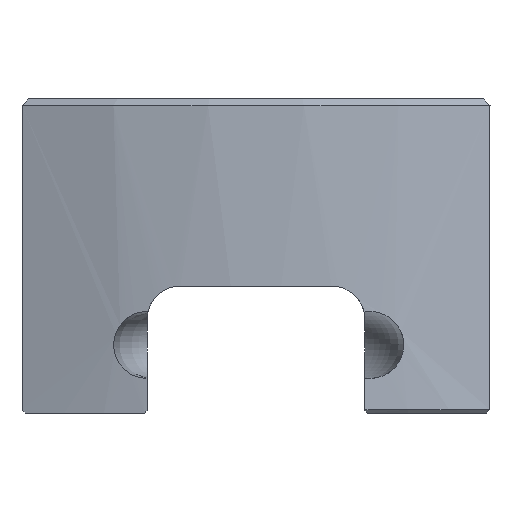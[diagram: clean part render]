
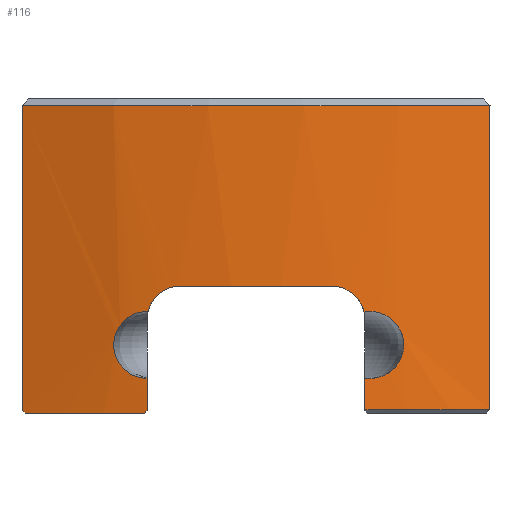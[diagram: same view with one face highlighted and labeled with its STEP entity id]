
A CAD part, left-side view. The second image highlights one B-rep face of the part: STEP entity #116.
In plain terms, the highlighted cylindrical face has radius 95 mm (diameter 190 mm), a partial arc.
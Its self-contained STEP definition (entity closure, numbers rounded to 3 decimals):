
#60=ELLIPSE('',#707,134.35,95.);
#61=ELLIPSE('',#719,134.35,95.);
#66=CYLINDRICAL_SURFACE('',#720,95.);
#80=B_SPLINE_CURVE_WITH_KNOTS('',3,(#1033,#1034,#1035,#1036,#1037,#1038),
 .UNSPECIFIED.,.F.,.F.,(4,2,4),(0.,0.5,1.),.UNSPECIFIED.);
#84=B_SPLINE_CURVE_WITH_KNOTS('',3,(#1079,#1080,#1081,#1082,#1083,#1084,
#1085,#1086,#1087,#1088),.UNSPECIFIED.,.F.,.F.,(4,2,2,2,4),(0.,0.25,0.5,
0.75,1.),.UNSPECIFIED.);
#87=B_SPLINE_CURVE_WITH_KNOTS('',3,(#1118,#1119,#1120,#1121,#1122,#1123,
#1124,#1125,#1126,#1127),.UNSPECIFIED.,.F.,.F.,(4,2,2,2,4),(0.,0.25,0.5,
0.75,1.),.UNSPECIFIED.);
#89=B_SPLINE_CURVE_WITH_KNOTS('',3,(#1160,#1161,#1162,#1163,#1164,#1165),
 .UNSPECIFIED.,.F.,.F.,(4,2,4),(0.,0.5,1.),.UNSPECIFIED.);
#116=ADVANCED_FACE('',(#172),#66,.T.);
#172=FACE_OUTER_BOUND('',#205,.T.);
#205=EDGE_LOOP('',(#325,#326,#327,#328,#329,#330,#331,#332,#333,#334,#335,
#336,#337,#338));
#238=CIRCLE('',#699,95.);
#240=CIRCLE('',#705,95.);
#241=CIRCLE('',#709,95.);
#244=CIRCLE('',#718,95.);
#325=ORIENTED_EDGE('',*,*,#526,.F.);
#326=ORIENTED_EDGE('',*,*,#540,.T.);
#327=ORIENTED_EDGE('',*,*,#520,.T.);
#328=ORIENTED_EDGE('',*,*,#538,.F.);
#329=ORIENTED_EDGE('',*,*,#552,.T.);
#330=ORIENTED_EDGE('',*,*,#553,.F.);
#331=ORIENTED_EDGE('',*,*,#554,.F.);
#332=ORIENTED_EDGE('',*,*,#555,.T.);
#333=ORIENTED_EDGE('',*,*,#509,.T.);
#334=ORIENTED_EDGE('',*,*,#533,.T.);
#335=ORIENTED_EDGE('',*,*,#548,.T.);
#336=ORIENTED_EDGE('',*,*,#545,.T.);
#337=ORIENTED_EDGE('',*,*,#556,.T.);
#338=ORIENTED_EDGE('',*,*,#532,.T.);
#445=VERTEX_POINT('',#946);
#448=VERTEX_POINT('',#951);
#457=VERTEX_POINT('',#997);
#458=VERTEX_POINT('',#999);
#462=VERTEX_POINT('',#1032);
#463=VERTEX_POINT('',#1039);
#466=VERTEX_POINT('',#1052);
#468=VERTEX_POINT('',#1058);
#471=VERTEX_POINT('',#1075);
#475=VERTEX_POINT('',#1117);
#476=VERTEX_POINT('',#1128);
#480=VERTEX_POINT('',#1154);
#481=VERTEX_POINT('',#1156);
#482=VERTEX_POINT('',#1158);
#509=EDGE_CURVE('',#445,#448,#238,.T.);
#520=EDGE_CURVE('',#458,#457,#604,.T.);
#526=EDGE_CURVE('',#462,#463,#80,.T.);
#532=EDGE_CURVE('',#466,#463,#240,.T.);
#533=EDGE_CURVE('',#448,#468,#60,.T.);
#538=EDGE_CURVE('',#471,#457,#241,.T.);
#540=EDGE_CURVE('',#462,#458,#84,.T.);
#545=EDGE_CURVE('',#476,#475,#87,.T.);
#548=EDGE_CURVE('',#468,#476,#615,.T.);
#552=EDGE_CURVE('',#471,#480,#618,.T.);
#553=EDGE_CURVE('',#481,#480,#244,.T.);
#554=EDGE_CURVE('',#482,#481,#619,.T.);
#555=EDGE_CURVE('',#482,#445,#61,.T.);
#556=EDGE_CURVE('',#475,#466,#89,.T.);
#604=LINE('',#998,#641);
#615=LINE('',#1133,#652);
#618=LINE('',#1153,#655);
#619=LINE('',#1157,#656);
#641=VECTOR('',#792,1.);
#652=VECTOR('',#833,1.);
#655=VECTOR('',#838,1.);
#656=VECTOR('',#841,1.);
#699=AXIS2_PLACEMENT_3D('',#952,#780,#781);
#705=AXIS2_PLACEMENT_3D('',#1055,#804,#805);
#707=AXIS2_PLACEMENT_3D('',#1057,#808,#809);
#709=AXIS2_PLACEMENT_3D('',#1076,#814,#815);
#718=AXIS2_PLACEMENT_3D('',#1155,#839,#840);
#719=AXIS2_PLACEMENT_3D('',#1159,#842,#843);
#720=AXIS2_PLACEMENT_3D('',#1166,#844,#845);
#780=DIRECTION('',(0.,0.,1.));
#781=DIRECTION('',(1.,0.,0.));
#792=DIRECTION('',(0.,0.,-1.));
#804=DIRECTION('',(0.,0.,1.));
#805=DIRECTION('',(-1.,0.,0.));
#808=DIRECTION('',(0.,0.707,0.707));
#809=DIRECTION('',(0.,-0.707,0.707));
#814=DIRECTION('',(0.,0.,-1.));
#815=DIRECTION('',(-0.93,-0.368,0.));
#833=DIRECTION('',(0.,0.,1.));
#838=DIRECTION('',(0.,0.,1.));
#839=DIRECTION('',(0.,0.,1.));
#840=DIRECTION('',(-0.93,0.368,0.));
#841=DIRECTION('',(0.,0.,1.));
#842=DIRECTION('',(0.,-0.707,0.707));
#843=DIRECTION('',(0.,0.707,0.707));
#844=DIRECTION('',(0.,0.,1.));
#845=DIRECTION('',(-1.,0.,0.));
#946=CARTESIAN_POINT('',(-128.014,34.5,-47.));
#951=CARTESIAN_POINT('',(-133.021,16.7,-47.));
#952=CARTESIAN_POINT('',(-39.5,0.,-47.));
#997=CARTESIAN_POINT('',(-133.091,-16.3,-46.5));
#998=CARTESIAN_POINT('',(-133.091,-16.3,-47.));
#999=CARTESIAN_POINT('',(-133.091,-16.3,-41.736));
#1032=CARTESIAN_POINT('',(-133.113,-16.174,-31.886));
#1033=CARTESIAN_POINT('',(-133.113,-16.174,-31.886));
#1034=CARTESIAN_POINT('',(-133.157,-15.921,-30.776));
#1035=CARTESIAN_POINT('',(-133.265,-15.296,-29.789));
#1036=CARTESIAN_POINT('',(-133.536,-13.527,-28.383));
#1037=CARTESIAN_POINT('',(-133.69,-12.431,-28.));
#1038=CARTESIAN_POINT('',(-133.826,-11.3,-28.));
#1039=CARTESIAN_POINT('',(-133.826,-11.3,-28.));
#1052=CARTESIAN_POINT('',(-133.826,11.3,-28.));
#1055=CARTESIAN_POINT('',(-39.5,0.,-28.));
#1057=CARTESIAN_POINT('',(-39.5,0.,-30.3));
#1058=CARTESIAN_POINT('',(-133.091,16.3,-46.6));
#1075=CARTESIAN_POINT('',(-127.818,-35.,-46.5));
#1076=CARTESIAN_POINT('',(-39.5,0.,-46.5));
#1079=CARTESIAN_POINT('',(-133.113,-16.174,-31.886));
#1080=CARTESIAN_POINT('',(-132.865,-17.611,-31.616));
#1081=CARTESIAN_POINT('',(-132.562,-19.126,-32.007));
#1082=CARTESIAN_POINT('',(-132.073,-21.367,-33.821));
#1083=CARTESIAN_POINT('',(-131.899,-22.079,-35.256));
#1084=CARTESIAN_POINT('',(-131.889,-22.12,-38.208));
#1085=CARTESIAN_POINT('',(-132.053,-21.452,-39.657));
#1086=CARTESIAN_POINT('',(-132.536,-19.249,-41.541));
#1087=CARTESIAN_POINT('',(-132.84,-17.743,-41.969));
#1088=CARTESIAN_POINT('',(-133.091,-16.3,-41.736));
#1117=CARTESIAN_POINT('',(-133.116,16.154,-31.802));
#1118=CARTESIAN_POINT('',(-133.091,16.3,-41.8));
#1119=CARTESIAN_POINT('',(-132.86,17.626,-41.8));
#1120=CARTESIAN_POINT('',(-132.602,18.919,-41.258));
#1121=CARTESIAN_POINT('',(-132.206,20.773,-39.393));
#1122=CARTESIAN_POINT('',(-132.077,21.318,-38.061));
#1123=CARTESIAN_POINT('',(-132.086,21.281,-35.403));
#1124=CARTESIAN_POINT('',(-132.221,20.706,-34.09));
#1125=CARTESIAN_POINT('',(-132.63,18.784,-32.262));
#1126=CARTESIAN_POINT('',(-132.888,17.48,-31.763));
#1127=CARTESIAN_POINT('',(-133.116,16.154,-31.802));
#1128=CARTESIAN_POINT('',(-133.091,16.3,-41.8));
#1133=CARTESIAN_POINT('',(-133.091,16.3,-47.));
#1153=CARTESIAN_POINT('',(-127.818,-35.,-46.5));
#1154=CARTESIAN_POINT('',(-127.818,-35.,-1.));
#1155=CARTESIAN_POINT('',(-39.5,0.,-1.));
#1156=CARTESIAN_POINT('',(-127.818,35.,-1.));
#1157=CARTESIAN_POINT('',(-127.818,35.,-46.5));
#1158=CARTESIAN_POINT('',(-127.818,35.,-46.5));
#1159=CARTESIAN_POINT('',(-39.5,0.,-81.5));
#1160=CARTESIAN_POINT('',(-133.116,16.154,-31.802));
#1161=CARTESIAN_POINT('',(-133.163,15.885,-30.711));
#1162=CARTESIAN_POINT('',(-133.271,15.257,-29.747));
#1163=CARTESIAN_POINT('',(-133.54,13.5,-28.373));
#1164=CARTESIAN_POINT('',(-133.692,12.416,-28.));
#1165=CARTESIAN_POINT('',(-133.826,11.3,-28.));
#1166=CARTESIAN_POINT('',(-39.5,0.,-47.));
